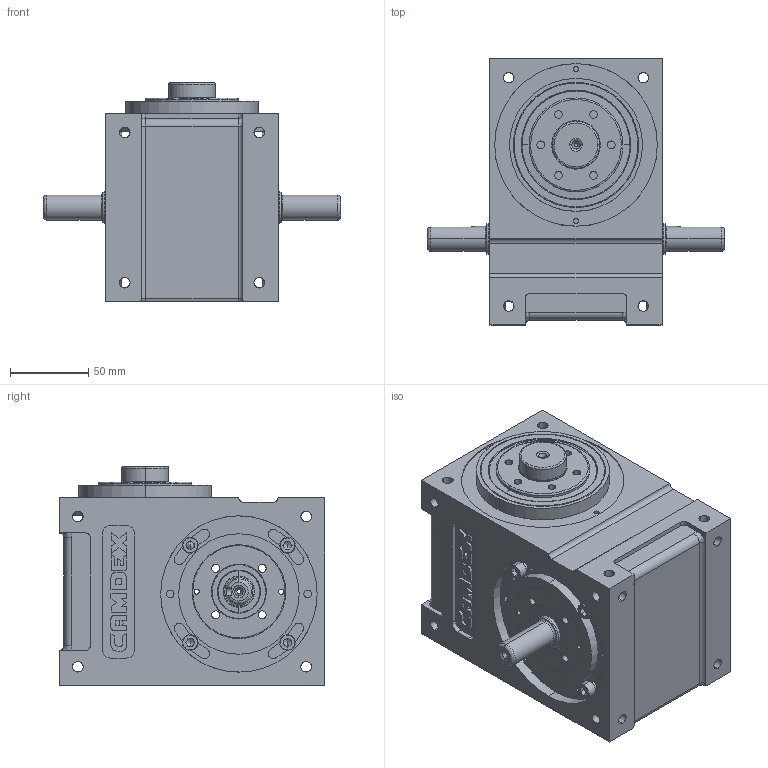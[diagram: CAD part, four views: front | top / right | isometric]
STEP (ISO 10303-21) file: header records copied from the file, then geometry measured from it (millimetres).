
FILE_DESCRIPTION (( 'STEP AP203' ), '1' );
FILE_NAME ('60DF-OUT.STEP', '2017-05-05T05:57:12', ( 'Windows' ), ( 'Microsoft' ), 'SwSTEP 2.0', 'SolidWorks 2015', '' );
FILE_SCHEMA (( 'CONFIG_CONTROL_DESIGN' ));
Length unit declared in the file: millimetre
Products named in the file (1): 60DF-OUT
Bounding box: 190 x 170 x 140 mm (x, y, z)
Surface area: 165481.4 mm2 (no closed solid volume)
Topology: 0 solids, 37 shells, 749 faces, 2104 edges, 1381 vertices
Faces by surface type: plane 340, cylinder 266, bspline 74, cone 59, torus 10
Entity records: 30043 total; most frequent: CARTESIAN_POINT 11502, ORIENTED_EDGE 3826, DIRECTION 3654, EDGE_CURVE 2074, VERTEX_POINT 1381, AXIS2_PLACEMENT_3D 1298, VECTOR 1058, LINE 1058
